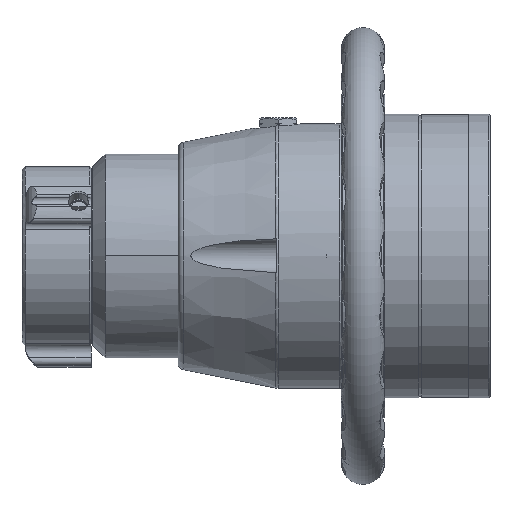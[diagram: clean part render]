
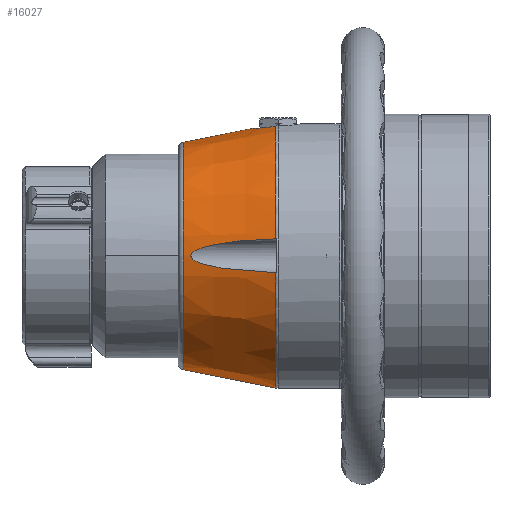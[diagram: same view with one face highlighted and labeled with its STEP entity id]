
A CAD part, top view. The second image highlights one B-rep face of the part: STEP entity #16027.
In plain terms, the highlighted conical face has half-angle 11.227 degrees and reference radius 63.248 mm.
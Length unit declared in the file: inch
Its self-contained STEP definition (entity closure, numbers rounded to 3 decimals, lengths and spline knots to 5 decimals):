
#15050=DIRECTION('',(0.981,-0.195,0.));
#15051=VECTOR('',#15050,1.91182);
#15052=CARTESIAN_POINT('',(2.35341,-2.30398,
0.));
#15053=LINE('',#15052,#15051);
#15054=DIRECTION('',(0.981,0.195,0.));
#15055=VECTOR('',#15054,1.45213);
#15056=CARTESIAN_POINT('',(2.35341,2.30398,
0.));
#15057=LINE('',#15056,#15055);
#15058=CARTESIAN_POINT('',(4.22865,2.62955,
0.49758));
#15059=CARTESIAN_POINT('',(4.19863,2.62405,
0.49462));
#15060=CARTESIAN_POINT('',(4.13896,2.61415,
0.48323));
#15061=CARTESIAN_POINT('',(4.05344,2.60292,
0.45));
#15062=CARTESIAN_POINT('',(3.97505,2.59519,
0.4015));
#15063=CARTESIAN_POINT('',(3.90685,2.59047,
0.3395));
#15064=CARTESIAN_POINT('',(3.85102,2.58801,
0.26596));
#15065=CARTESIAN_POINT('',(3.8095,2.58701,
0.1833));
#15066=CARTESIAN_POINT('',(3.78368,2.58673,
0.09385));
#15067=CARTESIAN_POINT('',(3.77775,2.58671,0.03138));
#15068=CARTESIAN_POINT('',(3.77775,2.58671,0.));
#15090=CARTESIAN_POINT('',(2.35341,0.,0.));
#15091=DIRECTION('',(-1.,0.,0.));
#15092=DIRECTION('',(0.,-1.,0.));
#15093=AXIS2_PLACEMENT_3D('',#15090,#15091,#15092);
#15292=CARTESIAN_POINT('',(4.22865,0.,0.));
#15293=DIRECTION('',(1.,0.,0.));
#15294=DIRECTION('',(0.,-0.128,0.992));
#15295=AXIS2_PLACEMENT_3D('',#15292,#15293,#15294);
#15312=CARTESIAN_POINT('',(4.22865,0.3426,
2.6542));
#15314=CARTESIAN_POINT('',(4.22865,0.,0.));
#15315=DIRECTION('',(1.,0.,0.));
#15316=DIRECTION('',(0.,0.983,0.186));
#15317=AXIS2_PLACEMENT_3D('',#15314,#15315,#15316);
#15395=CARTESIAN_POINT('',(4.22865,-0.3426,
2.6542));
#15396=CARTESIAN_POINT('',(4.16937,-0.34175,
2.64244));
#15397=CARTESIAN_POINT('',(4.05548,-0.33891,
2.62001));
#15398=CARTESIAN_POINT('',(3.89943,-0.33213,
2.58966));
#15399=CARTESIAN_POINT('',(3.75613,-0.3234,
2.56209));
#15400=CARTESIAN_POINT('',(3.62464,-0.31317,
2.53707));
#15401=CARTESIAN_POINT('',(3.5039,-0.30178,2.51431));
#15402=CARTESIAN_POINT('',(3.39302,-0.28949,
2.4936));
#15403=CARTESIAN_POINT('',(3.29118,-0.27647,
2.47474));
#15404=CARTESIAN_POINT('',(3.19768,-0.26289,
2.45756));
#15405=CARTESIAN_POINT('',(3.11183,-0.24883,
2.44189));
#15406=CARTESIAN_POINT('',(3.03309,-0.23438,
2.42762));
#15407=CARTESIAN_POINT('',(2.96092,-0.21959,
2.41462));
#15408=CARTESIAN_POINT('',(2.8949,-0.2045,
2.40279));
#15409=CARTESIAN_POINT('',(2.83456,-0.18911,
2.39204));
#15410=CARTESIAN_POINT('',(2.7796,-0.17341,
2.38229));
#15411=CARTESIAN_POINT('',(2.72964,-0.15734,
2.37347));
#15412=CARTESIAN_POINT('',(2.68449,-0.14086,
2.36553));
#15413=CARTESIAN_POINT('',(2.64391,-0.12383,
2.35842));
#15414=CARTESIAN_POINT('',(2.60786,-0.10612,
2.35212));
#15415=CARTESIAN_POINT('',(2.57636,-0.08749,
2.34663));
#15416=CARTESIAN_POINT('',(2.54974,-0.06762,
2.34201));
#15417=CARTESIAN_POINT('',(2.52875,-0.0462,
2.33837));
#15418=CARTESIAN_POINT('',(2.51499,-0.02272,
2.33598));
#15419=CARTESIAN_POINT('',(2.51074,0.0003,
2.33525));
#15420=CARTESIAN_POINT('',(2.51523,0.02336,
2.33603));
#15421=CARTESIAN_POINT('',(2.52922,0.0468,
2.33845));
#15422=CARTESIAN_POINT('',(2.55036,0.06815,
2.34211));
#15423=CARTESIAN_POINT('',(2.57708,0.08796,
2.34676));
#15424=CARTESIAN_POINT('',(2.60864,0.10654,
2.35226));
#15425=CARTESIAN_POINT('',(2.64475,0.12421,
2.35856));
#15426=CARTESIAN_POINT('',(2.68536,0.14119,
2.36568));
#15427=CARTESIAN_POINT('',(2.73054,0.15765,
2.37363));
#15428=CARTESIAN_POINT('',(2.78051,0.17368,
2.38245));
#15429=CARTESIAN_POINT('',(2.83548,0.18936,
2.3922));
#15430=CARTESIAN_POINT('',(2.89581,0.20472,
2.40296));
#15431=CARTESIAN_POINT('',(2.96183,0.21979,
2.41478));
#15432=CARTESIAN_POINT('',(3.03396,0.23455,
2.42778));
#15433=CARTESIAN_POINT('',(3.11268,0.24897,
2.44205));
#15434=CARTESIAN_POINT('',(3.19847,0.26301,
2.4577));
#15435=CARTESIAN_POINT('',(3.29193,0.27658,
2.47488));
#15436=CARTESIAN_POINT('',(3.3937,0.28957,
2.49373));
#15437=CARTESIAN_POINT('',(3.50451,0.30185,
2.51443));
#15438=CARTESIAN_POINT('',(3.62516,0.31322,
2.53717));
#15439=CARTESIAN_POINT('',(3.75654,0.32342,
2.56217));
#15440=CARTESIAN_POINT('',(3.89972,0.33214,
2.58971));
#15441=CARTESIAN_POINT('',(4.05564,0.33892,
2.62004));
#15442=CARTESIAN_POINT('',(4.16942,0.34175,
2.64245));
#15443=CARTESIAN_POINT('',(4.22865,0.3426,
2.6542));
#15643=CARTESIAN_POINT('',(2.35341,-2.30398,0.));
#15644=CARTESIAN_POINT('',(2.35341,2.30398,0.));
#15645=VERTEX_POINT('',#15643);
#15646=VERTEX_POINT('',#15644);
#15655=CARTESIAN_POINT('',(3.77775,2.58671,0.));
#15656=VERTEX_POINT('',#15655);
#15678=CARTESIAN_POINT('',(4.22865,-0.3426,
2.6542));
#15679=CARTESIAN_POINT('',(4.22865,-2.67622,0.));
#15680=VERTEX_POINT('',#15678);
#15681=VERTEX_POINT('',#15679);
#15682=VERTEX_POINT('',#15058);
#15726=VERTEX_POINT('',#15312);
#16008=CARTESIAN_POINT('',(3.29103,0.,0.));
#16009=DIRECTION('',(1.,0.,0.));
#16010=DIRECTION('',(0.,-1.,0.));
#16011=AXIS2_PLACEMENT_3D('',#16008,#16009,#16010);
#16012=CONICAL_SURFACE('',#16011,2.4901,11.227);
#16014=ORIENTED_EDGE('',*,*,#16013,.T.);
#16015=ORIENTED_EDGE('',*,*,#15999,.F.);
#16017=ORIENTED_EDGE('',*,*,#16016,.T.);
#16018=ORIENTED_EDGE('',*,*,#15995,.T.);
#16020=ORIENTED_EDGE('',*,*,#16019,.F.);
#16022=ORIENTED_EDGE('',*,*,#16021,.T.);
#16024=ORIENTED_EDGE('',*,*,#16023,.F.);
#16025=EDGE_LOOP('',(#16014,#16015,#16017,#16018,#16020,#16022,#16024));
#16026=FACE_OUTER_BOUND('',#16025,.F.);
#15069=B_SPLINE_CURVE_WITH_KNOTS('',3,(#15058,#15059,#15060,#15061,#15062,
#15063,#15064,#15065,#15066,#15067,#15068),.UNSPECIFIED.,.F.,.F.,(4,1,1,1,1,1,1,
1,4),(0.,0.125,0.25,0.375,0.5,0.625,0.75,0.875,1.),
.UNSPECIFIED.);
#15094=CIRCLE('',#15093,2.30398);
#15296=CIRCLE('',#15295,2.67622);
#15318=CIRCLE('',#15317,2.67622);
#15444=B_SPLINE_CURVE_WITH_KNOTS('',3,(#15395,#15396,#15397,#15398,#15399,
#15400,#15401,#15402,#15403,#15404,#15405,#15406,#15407,#15408,#15409,#15410,
#15411,#15412,#15413,#15414,#15415,#15416,#15417,#15418,#15419,#15420,#15421,
#15422,#15423,#15424,#15425,#15426,#15427,#15428,#15429,#15430,#15431,#15432,
#15433,#15434,#15435,#15436,#15437,#15438,#15439,#15440,#15441,#15442,#15443),
.UNSPECIFIED.,.F.,.F.,(4,1,1,1,1,1,1,1,1,1,1,1,1,1,1,1,1,1,1,1,1,1,1,1,1,1,1,1,
1,1,1,1,1,1,1,1,1,1,1,1,1,1,1,1,1,1,4),(0.,0.02174,
0.04348,0.06522,0.08696,0.1087,
0.13043,0.15217,0.17391,0.19565,
0.21739,0.23913,0.26087,0.28261,
0.30435,0.32609,0.34783,0.36957,
0.3913,0.41304,0.43478,0.45652,
0.47826,0.5,0.52174,0.54348,0.56522,
0.58696,0.6087,0.63043,0.65217,
0.67391,0.69565,0.71739,0.73913,
0.76087,0.78261,0.80435,0.82609,
0.84783,0.86957,0.8913,0.91304,
0.93478,0.95652,0.97826,1.),.UNSPECIFIED.);
#15995=EDGE_CURVE('',#15646,#15656,#15057,.T.);
#15999=EDGE_CURVE('',#15645,#15681,#15053,.T.);
#16013=EDGE_CURVE('',#15680,#15681,#15296,.T.);
#16016=EDGE_CURVE('',#15645,#15646,#15094,.T.);
#16019=EDGE_CURVE('',#15682,#15656,#15069,.T.);
#16021=EDGE_CURVE('',#15682,#15726,#15318,.T.);
#16023=EDGE_CURVE('',#15680,#15726,#15444,.T.);
#16027=ADVANCED_FACE('',(#16026),#16012,.T.);
